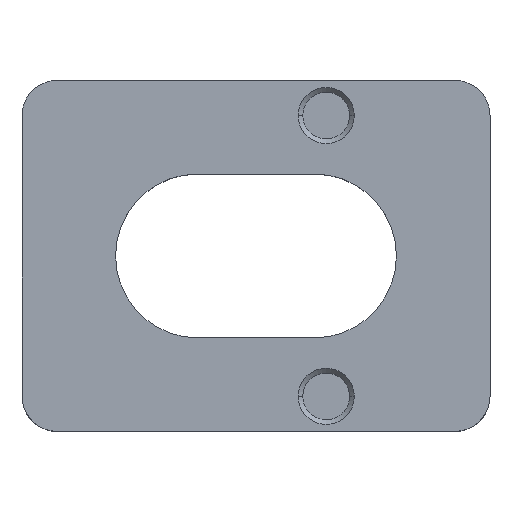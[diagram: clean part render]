
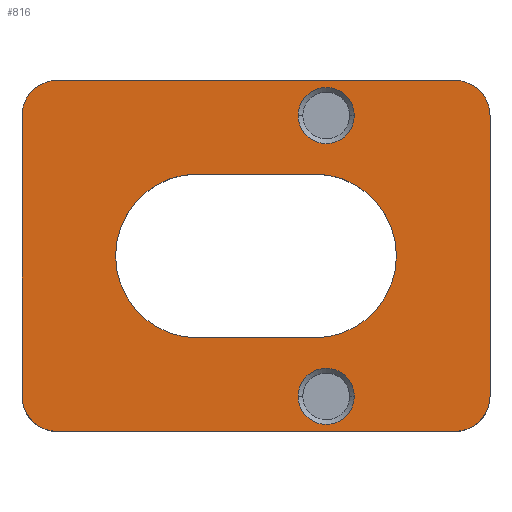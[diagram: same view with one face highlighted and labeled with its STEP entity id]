
A CAD part, top view. The second image highlights one B-rep face of the part: STEP entity #816.
In plain terms, the highlighted planar face has unit normal (0, 0, 1).
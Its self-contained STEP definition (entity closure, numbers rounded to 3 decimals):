
#2 = AXIS2_PLACEMENT_3D ( 'NONE', #594, #593, #588 ) ;
#4 = CARTESIAN_POINT ( 'NONE',  ( -10., -6., 3. ) ) ;
#25 = CARTESIAN_POINT ( 'NONE',  ( 2.5, -3.5, 3. ) ) ;
#26 = CARTESIAN_POINT ( 'NONE',  ( 10., 6., 3. ) ) ;
#30 = CARTESIAN_POINT ( 'NONE',  ( -2.5, 3.5, 3. ) ) ;
#33 = AXIS2_PLACEMENT_3D ( 'NONE', #356, #339, #337 ) ;
#36 = AXIS2_PLACEMENT_3D ( 'NONE', #457, #455, #453 ) ;
#38 = EDGE_CURVE ( 'NONE', #603, #1005, #860, .T. ) ;
#57 = EDGE_CURVE ( 'NONE', #325, #962, #502, .T. ) ;
#61 = AXIS2_PLACEMENT_3D ( 'NONE', #709, #708, #707 ) ;
#63 = AXIS2_PLACEMENT_3D ( 'NONE', #716, #714, #713 ) ;
#75 = DIRECTION ( 'NONE',  ( -1., 0., 0. ) ) ;
#77 = DIRECTION ( 'NONE',  ( 0., 0., -1. ) ) ;
#82 = AXIS2_PLACEMENT_3D ( 'NONE', #464, #463, #462 ) ;
#83 = AXIS2_PLACEMENT_3D ( 'NONE', #517, #515, #514 ) ;
#84 = PLANE ( 'NONE',  #953 ) ;
#89 = CARTESIAN_POINT ( 'NONE',  ( -10., 6., 3. ) ) ;
#93 = CARTESIAN_POINT ( 'NONE',  ( 10., -7.5, 3. ) ) ;
#94 = CARTESIAN_POINT ( 'NONE',  ( 8.5, -7.5, 3. ) ) ;
#108 = AXIS2_PLACEMENT_3D ( 'NONE', #626, #624, #621 ) ;
#114 = AXIS2_PLACEMENT_3D ( 'NONE', #521, #520, #519 ) ;
#119 = AXIS2_PLACEMENT_3D ( 'NONE', #650, #648, #646 ) ;
#120 = CARTESIAN_POINT ( 'NONE',  ( 2.5, 3.5, 3. ) ) ;
#137 = ORIENTED_EDGE ( 'NONE', *, *, #313, .T. ) ;
#141 = CARTESIAN_POINT ( 'NONE',  ( 10., -6., 3. ) ) ;
#144 = CARTESIAN_POINT ( 'NONE',  ( 8.5, 7.5, 3. ) ) ;
#148 = EDGE_LOOP ( 'NONE', ( #821, #372 ) ) ;
#154 = CARTESIAN_POINT ( 'NONE',  ( -8.5, -7.5, 3. ) ) ;
#166 = EDGE_LOOP ( 'NONE', ( #791, #547, #490, #137, #225 ) ) ;
#176 = VECTOR ( 'NONE', #759, 1000. ) ;
#197 = ORIENTED_EDGE ( 'NONE', *, *, #249, .F. ) ;
#202 = EDGE_CURVE ( 'NONE', #793, #909, #587, .T. ) ;
#204 = DIRECTION ( 'NONE',  ( -1., 0., 0. ) ) ;
#207 = CARTESIAN_POINT ( 'NONE',  ( -2.5, 3.5, 3. ) ) ;
#221 = EDGE_CURVE ( 'NONE', #601, #1005, #690, .T. ) ;
#225 = ORIENTED_EDGE ( 'NONE', *, *, #227, .T. ) ;
#226 = EDGE_CURVE ( 'NONE', #552, #926, #817, .T. ) ;
#227 = EDGE_CURVE ( 'NONE', #306, #881, #826, .T. ) ;
#230 = VERTEX_POINT ( 'NONE', #718 ) ;
#249 = EDGE_CURVE ( 'NONE', #962, #325, #730, .T. ) ;
#260 = EDGE_CURVE ( 'NONE', #603, #926, #572, .T. ) ;
#262 = EDGE_CURVE ( 'NONE', #749, #869, #740, .T. ) ;
#267 = ORIENTED_EDGE ( 'NONE', *, *, #38, .F. ) ;
#287 = EDGE_CURVE ( 'NONE', #963, #353, #616, .T. ) ;
#288 = DIRECTION ( 'NONE',  ( 1., 0., 0. ) ) ;
#289 = EDGE_CURVE ( 'NONE', #353, #963, #651, .T. ) ;
#294 = CARTESIAN_POINT ( 'NONE',  ( -8.5, 7.5, 3. ) ) ;
#305 = CARTESIAN_POINT ( 'NONE',  ( 4.2, 6., 3. ) ) ;
#306 = VERTEX_POINT ( 'NONE', #512 ) ;
#313 = EDGE_CURVE ( 'NONE', #230, #306, #754, .T. ) ;
#318 = EDGE_CURVE ( 'NONE', #601, #909, #727, .T. ) ;
#320 = EDGE_CURVE ( 'NONE', #552, #359, #532, .T. ) ;
#325 = VERTEX_POINT ( 'NONE', #439 ) ;
#332 = EDGE_CURVE ( 'NONE', #793, #359, #610, .T. ) ;
#337 = DIRECTION ( 'NONE',  ( -1., 0., 0. ) ) ;
#339 = DIRECTION ( 'NONE',  ( 0., 0., -1. ) ) ;
#353 = VERTEX_POINT ( 'NONE', #305 ) ;
#356 = CARTESIAN_POINT ( 'NONE',  ( -8.5, 6., 3. ) ) ;
#359 = VERTEX_POINT ( 'NONE', #294 ) ;
#372 = ORIENTED_EDGE ( 'NONE', *, *, #287, .F. ) ;
#379 = EDGE_CURVE ( 'NONE', #749, #881, #788, .T. ) ;
#409 = ORIENTED_EDGE ( 'NONE', *, *, #226, .F. ) ;
#420 = CARTESIAN_POINT ( 'NONE',  ( -2.5, -3.5, 3. ) ) ;
#439 = CARTESIAN_POINT ( 'NONE',  ( 1.8, -6., 3. ) ) ;
#447 = EDGE_LOOP ( 'NONE', ( #921, #823, #655, #1002, #267, #848, #409, #497 ) ) ;
#453 = DIRECTION ( 'NONE',  ( -1., 0., 0. ) ) ;
#455 = DIRECTION ( 'NONE',  ( 0., 0., -1. ) ) ;
#457 = CARTESIAN_POINT ( 'NONE',  ( -8.5, -6., 3. ) ) ;
#459 = CARTESIAN_POINT ( 'NONE',  ( 10., 7.5, 3. ) ) ;
#462 = DIRECTION ( 'NONE',  ( -1., 0., 0. ) ) ;
#463 = DIRECTION ( 'NONE',  ( 0., 0., -1. ) ) ;
#464 = CARTESIAN_POINT ( 'NONE',  ( -2.5, 0., 3. ) ) ;
#469 = LINE ( 'NONE', #420, #478 ) ;
#476 = DIRECTION ( 'NONE',  ( -1., 0., 0. ) ) ;
#477 = EDGE_LOOP ( 'NONE', ( #197, #933 ) ) ;
#478 = VECTOR ( 'NONE', #288, 1000. ) ;
#490 = ORIENTED_EDGE ( 'NONE', *, *, #995, .F. ) ;
#497 = ORIENTED_EDGE ( 'NONE', *, *, #320, .T. ) ;
#502 = CIRCLE ( 'NONE', #2, 1.2 ) ;
#512 = CARTESIAN_POINT ( 'NONE',  ( -6., 0., 3. ) ) ;
#514 = DIRECTION ( 'NONE',  ( 1., 0., 0. ) ) ;
#515 = DIRECTION ( 'NONE',  ( 0., 0., 1. ) ) ;
#517 = CARTESIAN_POINT ( 'NONE',  ( 3., 6., 3. ) ) ;
#519 = DIRECTION ( 'NONE',  ( 1., 0., 0. ) ) ;
#520 = DIRECTION ( 'NONE',  ( 0., 0., 1. ) ) ;
#521 = CARTESIAN_POINT ( 'NONE',  ( 3., 6., 3. ) ) ;
#532 = LINE ( 'NONE', #459, #660 ) ;
#536 = VECTOR ( 'NONE', #204, 1000. ) ;
#547 = ORIENTED_EDGE ( 'NONE', *, *, #262, .T. ) ;
#552 = VERTEX_POINT ( 'NONE', #144 ) ;
#563 = FACE_BOUND ( 'NONE', #477, .T. ) ;
#572 = LINE ( 'NONE', #645, #725 ) ;
#587 = LINE ( 'NONE', #763, #176 ) ;
#588 = DIRECTION ( 'NONE',  ( 1., 0., 0. ) ) ;
#593 = DIRECTION ( 'NONE',  ( 0., 0., 1. ) ) ;
#594 = CARTESIAN_POINT ( 'NONE',  ( 3., -6., 3. ) ) ;
#601 = VERTEX_POINT ( 'NONE', #154 ) ;
#603 = VERTEX_POINT ( 'NONE', #141 ) ;
#610 = CIRCLE ( 'NONE', #33, 1.5 ) ;
#616 = CIRCLE ( 'NONE', #114, 1.2 ) ;
#621 = DIRECTION ( 'NONE',  ( -1., 0., 0. ) ) ;
#622 = VECTOR ( 'NONE', #719, 1000. ) ;
#623 = CARTESIAN_POINT ( 'NONE',  ( 4.2, -6., 3. ) ) ;
#624 = DIRECTION ( 'NONE',  ( 0., 0., -1. ) ) ;
#626 = CARTESIAN_POINT ( 'NONE',  ( 2.5, 0., 3. ) ) ;
#640 = DIRECTION ( 'NONE',  ( -1., 0., 0. ) ) ;
#644 = DIRECTION ( 'NONE',  ( 0., 1., 0. ) ) ;
#645 = CARTESIAN_POINT ( 'NONE',  ( 10., 7.5, 3. ) ) ;
#646 = DIRECTION ( 'NONE',  ( 1., 0., 0. ) ) ;
#648 = DIRECTION ( 'NONE',  ( 0., 0., 1. ) ) ;
#650 = CARTESIAN_POINT ( 'NONE',  ( 3., -6., 3. ) ) ;
#651 = CIRCLE ( 'NONE', #83, 1.2 ) ;
#655 = ORIENTED_EDGE ( 'NONE', *, *, #318, .F. ) ;
#660 = VECTOR ( 'NONE', #476, 1000. ) ;
#690 = LINE ( 'NONE', #736, #622 ) ;
#696 = FACE_BOUND ( 'NONE', #148, .T. ) ;
#707 = DIRECTION ( 'NONE',  ( -1., 0., 0. ) ) ;
#708 = DIRECTION ( 'NONE',  ( 0., 0., -1. ) ) ;
#709 = CARTESIAN_POINT ( 'NONE',  ( -2.5, 0., 3. ) ) ;
#713 = DIRECTION ( 'NONE',  ( -1., 0., 0. ) ) ;
#714 = DIRECTION ( 'NONE',  ( 0., 0., -1. ) ) ;
#716 = CARTESIAN_POINT ( 'NONE',  ( 8.5, 6., 3. ) ) ;
#717 = FACE_BOUND ( 'NONE', #166, .T. ) ;
#718 = CARTESIAN_POINT ( 'NONE',  ( -2.5, -3.5, 3. ) ) ;
#719 = DIRECTION ( 'NONE',  ( 1., 0., 0. ) ) ;
#725 = VECTOR ( 'NONE', #644, 1000. ) ;
#727 = CIRCLE ( 'NONE', #36, 1.5 ) ;
#730 = CIRCLE ( 'NONE', #119, 1.2 ) ;
#736 = CARTESIAN_POINT ( 'NONE',  ( 10., -7.5, 3. ) ) ;
#740 = CIRCLE ( 'NONE', #108, 3.5 ) ;
#749 = VERTEX_POINT ( 'NONE', #120 ) ;
#754 = CIRCLE ( 'NONE', #82, 3.5 ) ;
#759 = DIRECTION ( 'NONE',  ( 0., -1., 0. ) ) ;
#763 = CARTESIAN_POINT ( 'NONE',  ( -10., 7.5, 3. ) ) ;
#782 = FACE_OUTER_BOUND ( 'NONE', #447, .T. ) ;
#788 = LINE ( 'NONE', #207, #536 ) ;
#791 = ORIENTED_EDGE ( 'NONE', *, *, #379, .F. ) ;
#793 = VERTEX_POINT ( 'NONE', #89 ) ;
#816 = ADVANCED_FACE ( 'NONE', ( #717, #782, #563, #696 ), #84, .F. ) ;
#817 = CIRCLE ( 'NONE', #63, 1.5 ) ;
#821 = ORIENTED_EDGE ( 'NONE', *, *, #289, .F. ) ;
#823 = ORIENTED_EDGE ( 'NONE', *, *, #202, .T. ) ;
#826 = CIRCLE ( 'NONE', #61, 3.5 ) ;
#838 = CARTESIAN_POINT ( 'NONE',  ( 1.8, 6., 3. ) ) ;
#848 = ORIENTED_EDGE ( 'NONE', *, *, #260, .T. ) ;
#860 = CIRCLE ( 'NONE', #899, 1.5 ) ;
#869 = VERTEX_POINT ( 'NONE', #25 ) ;
#881 = VERTEX_POINT ( 'NONE', #30 ) ;
#899 = AXIS2_PLACEMENT_3D ( 'NONE', #944, #941, #640 ) ;
#909 = VERTEX_POINT ( 'NONE', #4 ) ;
#921 = ORIENTED_EDGE ( 'NONE', *, *, #332, .F. ) ;
#926 = VERTEX_POINT ( 'NONE', #26 ) ;
#933 = ORIENTED_EDGE ( 'NONE', *, *, #57, .F. ) ;
#941 = DIRECTION ( 'NONE',  ( 0., 0., -1. ) ) ;
#944 = CARTESIAN_POINT ( 'NONE',  ( 8.5, -6., 3. ) ) ;
#953 = AXIS2_PLACEMENT_3D ( 'NONE', #93, #77, #75 ) ;
#962 = VERTEX_POINT ( 'NONE', #623 ) ;
#963 = VERTEX_POINT ( 'NONE', #838 ) ;
#995 = EDGE_CURVE ( 'NONE', #230, #869, #469, .T. ) ;
#1002 = ORIENTED_EDGE ( 'NONE', *, *, #221, .T. ) ;
#1005 = VERTEX_POINT ( 'NONE', #94 ) ;
